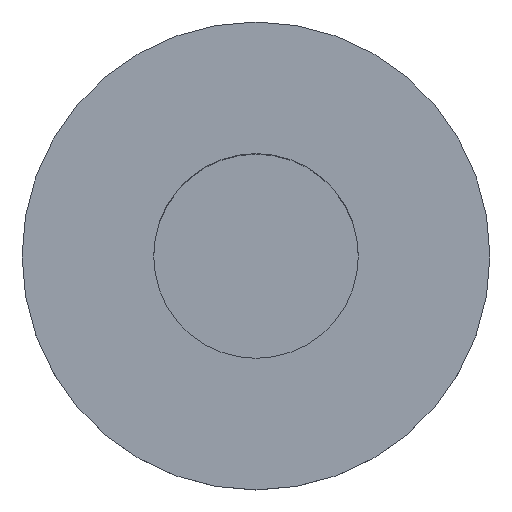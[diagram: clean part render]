
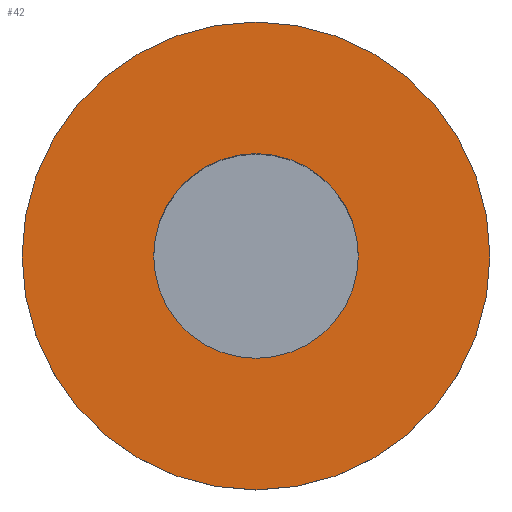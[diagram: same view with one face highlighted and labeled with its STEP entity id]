
A CAD part, top view. The second image highlights one B-rep face of the part: STEP entity #42.
In plain terms, the highlighted planar face has unit normal (0, 0, 1).
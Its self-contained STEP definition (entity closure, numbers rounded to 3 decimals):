
#42 = ADVANCED_FACE( '', ( #84, #85 ), #86, .F. );
#84 = FACE_BOUND( '', #121, .T. );
#85 = FACE_OUTER_BOUND( '', #122, .T. );
#86 = PLANE( '', #123 );
#121 = EDGE_LOOP( '', ( #162 ) );
#122 = EDGE_LOOP( '', ( #163 ) );
#123 = AXIS2_PLACEMENT_3D( '', #164, #165, #166 );
#162 = ORIENTED_EDGE( '', *, *, #186, .T. );
#163 = ORIENTED_EDGE( '', *, *, #190, .T. );
#164 = CARTESIAN_POINT( '', ( 4., 0., 6. ) );
#165 = DIRECTION( '', ( 0., 0., -1. ) );
#166 = DIRECTION( '', ( -1., 0., 0. ) );
#186 = EDGE_CURVE( '', #205, #205, #206, .T. );
#190 = EDGE_CURVE( '', #211, #211, #212, .T. );
#205 = VERTEX_POINT( '', #227 );
#206 = CIRCLE( '', #228, 1.75 );
#211 = VERTEX_POINT( '', #233 );
#212 = CIRCLE( '', #234, 4. );
#227 = CARTESIAN_POINT( '', ( 0., -1.75, 6. ) );
#228 = AXIS2_PLACEMENT_3D( '', #249, #250, #251 );
#233 = CARTESIAN_POINT( '', ( 4., 0., 6. ) );
#234 = AXIS2_PLACEMENT_3D( '', #255, #256, #257 );
#249 = CARTESIAN_POINT( '', ( 0., 0., 6. ) );
#250 = DIRECTION( '', ( 0., 0., -1. ) );
#251 = DIRECTION( '', ( 0., -1., 0. ) );
#255 = CARTESIAN_POINT( '', ( 0., 0., 6. ) );
#256 = DIRECTION( '', ( 0., 0., 1. ) );
#257 = DIRECTION( '', ( 1., 0., 0. ) );
